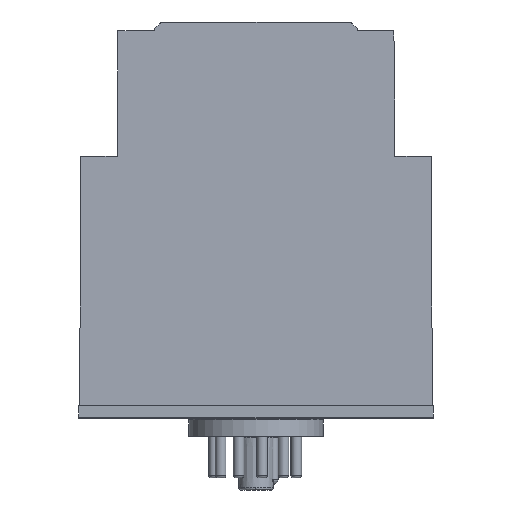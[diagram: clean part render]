
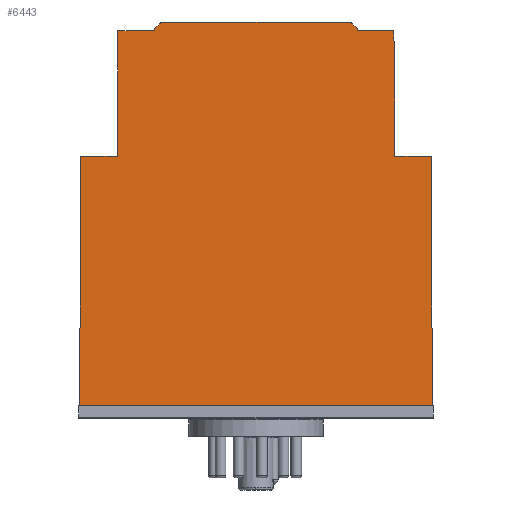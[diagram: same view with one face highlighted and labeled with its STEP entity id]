
A CAD part, left-side view. The second image highlights one B-rep face of the part: STEP entity #6443.
In plain terms, the highlighted planar face has unit normal (-1, 0, 0.004).
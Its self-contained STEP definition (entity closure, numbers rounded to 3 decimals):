
#271=ELLIPSE('',#6801,1.5,1.5);
#273=ELLIPSE('',#6804,1.5,1.5);
#274=ELLIPSE('',#6805,1.5,1.5);
#275=ELLIPSE('',#6806,1.5,1.5);
#548=FACE_OUTER_BOUND('',#895,.T.);
#895=EDGE_LOOP('',(#4522,#4523,#4524,#4525,#4526,#4527,#4528,#4529,#4530,
#4531,#4532,#4533,#4534,#4535,#4536,#4537,#4538,#4539,#4540));
#1465=LINE('',#9025,#2111);
#1469=LINE('',#9038,#2115);
#1470=LINE('',#9040,#2116);
#1471=LINE('',#9042,#2117);
#1472=LINE('',#9044,#2118);
#1473=LINE('',#9046,#2119);
#1474=LINE('',#9048,#2120);
#1475=LINE('',#9050,#2121);
#1476=LINE('',#9052,#2122);
#1477=LINE('',#9054,#2123);
#1478=LINE('',#9056,#2124);
#1479=LINE('',#9063,#2125);
#1480=LINE('',#9065,#2126);
#1481=LINE('',#9067,#2127);
#1482=LINE('',#9068,#2128);
#2111=VECTOR('',#7520,10.);
#2115=VECTOR('',#7532,10.);
#2116=VECTOR('',#7533,10.);
#2117=VECTOR('',#7534,10.);
#2118=VECTOR('',#7535,10.);
#2119=VECTOR('',#7536,10.);
#2120=VECTOR('',#7537,10.);
#2121=VECTOR('',#7538,10.);
#2122=VECTOR('',#7539,10.);
#2123=VECTOR('',#7540,10.);
#2124=VECTOR('',#7541,10.);
#2125=VECTOR('',#7548,10.);
#2126=VECTOR('',#7549,10.);
#2127=VECTOR('',#7550,10.);
#2128=VECTOR('',#7551,10.);
#2691=VERTEX_POINT('',#9022);
#2692=VERTEX_POINT('',#9024);
#2694=VERTEX_POINT('',#9030);
#2696=VERTEX_POINT('',#9036);
#2697=VERTEX_POINT('',#9037);
#2698=VERTEX_POINT('',#9039);
#2699=VERTEX_POINT('',#9041);
#2700=VERTEX_POINT('',#9043);
#2701=VERTEX_POINT('',#9045);
#2702=VERTEX_POINT('',#9047);
#2703=VERTEX_POINT('',#9049);
#2704=VERTEX_POINT('',#9051);
#2705=VERTEX_POINT('',#9053);
#2706=VERTEX_POINT('',#9055);
#2707=VERTEX_POINT('',#9057);
#2708=VERTEX_POINT('',#9060);
#2709=VERTEX_POINT('',#9062);
#2710=VERTEX_POINT('',#9064);
#2711=VERTEX_POINT('',#9066);
#3393=EDGE_CURVE('',#2692,#2691,#1465,.T.);
#3397=EDGE_CURVE('',#2691,#2694,#271,.F.);
#3399=EDGE_CURVE('',#2696,#2697,#1469,.T.);
#3400=EDGE_CURVE('',#2698,#2697,#1470,.T.);
#3401=EDGE_CURVE('',#2699,#2698,#1471,.T.);
#3402=EDGE_CURVE('',#2700,#2699,#1472,.T.);
#3403=EDGE_CURVE('',#2700,#2701,#1473,.T.);
#3404=EDGE_CURVE('',#2701,#2702,#1474,.T.);
#3405=EDGE_CURVE('',#2702,#2703,#1475,.T.);
#3406=EDGE_CURVE('',#2704,#2703,#1476,.T.);
#3407=EDGE_CURVE('',#2705,#2704,#1477,.T.);
#3408=EDGE_CURVE('',#2706,#2705,#1478,.T.);
#3409=EDGE_CURVE('',#2706,#2707,#273,.F.);
#3410=EDGE_CURVE('',#2707,#2692,#274,.F.);
#3411=EDGE_CURVE('',#2694,#2708,#275,.F.);
#3412=EDGE_CURVE('',#2709,#2708,#1479,.T.);
#3413=EDGE_CURVE('',#2710,#2709,#1480,.T.);
#3414=EDGE_CURVE('',#2711,#2710,#1481,.T.);
#3415=EDGE_CURVE('',#2711,#2696,#1482,.T.);
#4522=ORIENTED_EDGE('',*,*,#3399,.T.);
#4523=ORIENTED_EDGE('',*,*,#3400,.F.);
#4524=ORIENTED_EDGE('',*,*,#3401,.F.);
#4525=ORIENTED_EDGE('',*,*,#3402,.F.);
#4526=ORIENTED_EDGE('',*,*,#3403,.T.);
#4527=ORIENTED_EDGE('',*,*,#3404,.T.);
#4528=ORIENTED_EDGE('',*,*,#3405,.T.);
#4529=ORIENTED_EDGE('',*,*,#3406,.F.);
#4530=ORIENTED_EDGE('',*,*,#3407,.F.);
#4531=ORIENTED_EDGE('',*,*,#3408,.F.);
#4532=ORIENTED_EDGE('',*,*,#3409,.T.);
#4533=ORIENTED_EDGE('',*,*,#3410,.T.);
#4534=ORIENTED_EDGE('',*,*,#3393,.T.);
#4535=ORIENTED_EDGE('',*,*,#3397,.T.);
#4536=ORIENTED_EDGE('',*,*,#3411,.T.);
#4537=ORIENTED_EDGE('',*,*,#3412,.F.);
#4538=ORIENTED_EDGE('',*,*,#3413,.F.);
#4539=ORIENTED_EDGE('',*,*,#3414,.F.);
#4540=ORIENTED_EDGE('',*,*,#3415,.T.);
#5951=PLANE('',#6803);
#6443=ADVANCED_FACE('',(#548),#5951,.T.);
#6801=AXIS2_PLACEMENT_3D('',#9033,#7526,#7527);
#6803=AXIS2_PLACEMENT_3D('',#9035,#7530,#7531);
#6804=AXIS2_PLACEMENT_3D('',#9058,#7542,#7543);
#6805=AXIS2_PLACEMENT_3D('',#9059,#7544,#7545);
#6806=AXIS2_PLACEMENT_3D('',#9061,#7546,#7547);
#7520=DIRECTION('',(0.,1.,0.));
#7526=DIRECTION('center_axis',(1.,0.,-0.003));
#7527=DIRECTION('ref_axis',(-0.003,0.,-1.));
#7530=DIRECTION('center_axis',(-1.,0.,0.003));
#7531=DIRECTION('ref_axis',(0.,-1.,0.));
#7532=DIRECTION('',(0.,1.,0.));
#7533=DIRECTION('',(0.003,-0.003,1.));
#7534=DIRECTION('',(0.,1.,0.));
#7535=DIRECTION('',(-0.003,-0.003,-1.));
#7536=DIRECTION('',(0.,1.,0.));
#7537=DIRECTION('',(0.003,0.005,1.));
#7538=DIRECTION('',(0.003,0.026,1.));
#7539=DIRECTION('',(0.,-1.,0.));
#7540=DIRECTION('',(-0.003,0.,-1.));
#7541=DIRECTION('',(-0.002,-0.707,-0.707));
#7542=DIRECTION('center_axis',(1.,0.,-0.003));
#7543=DIRECTION('ref_axis',(-0.003,0.,-1.));
#7544=DIRECTION('center_axis',(1.,0.,-0.003));
#7545=DIRECTION('ref_axis',(-0.003,0.,-1.));
#7546=DIRECTION('center_axis',(1.,0.,-0.003));
#7547=DIRECTION('ref_axis',(-0.003,0.,-1.));
#7548=DIRECTION('',(0.002,-0.707,0.707));
#7549=DIRECTION('',(0.003,0.,1.));
#7550=DIRECTION('',(0.,-1.,0.));
#7551=DIRECTION('',(-0.003,0.005,-1.));
#9022=CARTESIAN_POINT('',(-17.196,20.879,106.2));
#9024=CARTESIAN_POINT('',(-17.196,-20.879,106.2));
#9025=CARTESIAN_POINT('',(-17.196,10.517,106.2));
#9030=CARTESIAN_POINT('',(-17.196,21.11,106.182));
#9033=CARTESIAN_POINT('Origin',(-17.202,20.879,104.7));
#9035=CARTESIAN_POINT('Origin',(-17.515,44.,14.85));
#9036=CARTESIAN_POINT('',(-17.303,31.5,75.7));
#9037=CARTESIAN_POINT('',(-17.303,39.803,75.7));
#9038=CARTESIAN_POINT('',(-17.303,37.542,75.7));
#9039=CARTESIAN_POINT('',(-17.5,40.,19.2));
#9040=CARTESIAN_POINT('',(-17.512,40.012,15.67));
#9041=CARTESIAN_POINT('',(-17.5,-40.,19.2));
#9042=CARTESIAN_POINT('',(-17.5,42.612,19.2));
#9043=CARTESIAN_POINT('',(-17.303,-39.803,75.7));
#9044=CARTESIAN_POINT('',(-17.512,-40.012,15.756));
#9045=CARTESIAN_POINT('',(-17.303,-31.5,75.7));
#9046=CARTESIAN_POINT('',(-17.303,6.73,75.7));
#9047=CARTESIAN_POINT('',(-17.219,-31.374,99.699));
#9048=CARTESIAN_POINT('',(-17.41,-31.661,44.881));
#9049=CARTESIAN_POINT('',(-17.203,-31.256,104.2));
#9050=CARTESIAN_POINT('',(-17.364,-32.461,58.184));
#9051=CARTESIAN_POINT('',(-17.203,-23.,104.2));
#9052=CARTESIAN_POINT('',(-17.203,10.492,104.2));
#9053=CARTESIAN_POINT('',(-17.202,-23.,104.7));
#9054=CARTESIAN_POINT('',(-17.362,-23.,58.722));
#9055=CARTESIAN_POINT('',(-17.198,-21.939,105.761));
#9056=CARTESIAN_POINT('',(-17.222,-28.741,98.959));
#9057=CARTESIAN_POINT('',(-17.197,-21.763,105.912));
#9058=CARTESIAN_POINT('Origin',(-17.202,-20.879,104.7));
#9059=CARTESIAN_POINT('Origin',(-17.202,-20.879,104.7));
#9060=CARTESIAN_POINT('',(-17.198,21.939,105.761));
#9061=CARTESIAN_POINT('Origin',(-17.202,20.879,104.7));
#9062=CARTESIAN_POINT('',(-17.202,23.,104.7));
#9063=CARTESIAN_POINT('',(-17.298,50.708,76.992));
#9064=CARTESIAN_POINT('',(-17.203,23.,104.2));
#9065=CARTESIAN_POINT('',(-17.359,23.,59.576));
#9066=CARTESIAN_POINT('',(-17.203,31.351,104.2));
#9067=CARTESIAN_POINT('',(-17.203,33.291,104.2));
#9068=CARTESIAN_POINT('',(-17.412,31.663,44.528));
